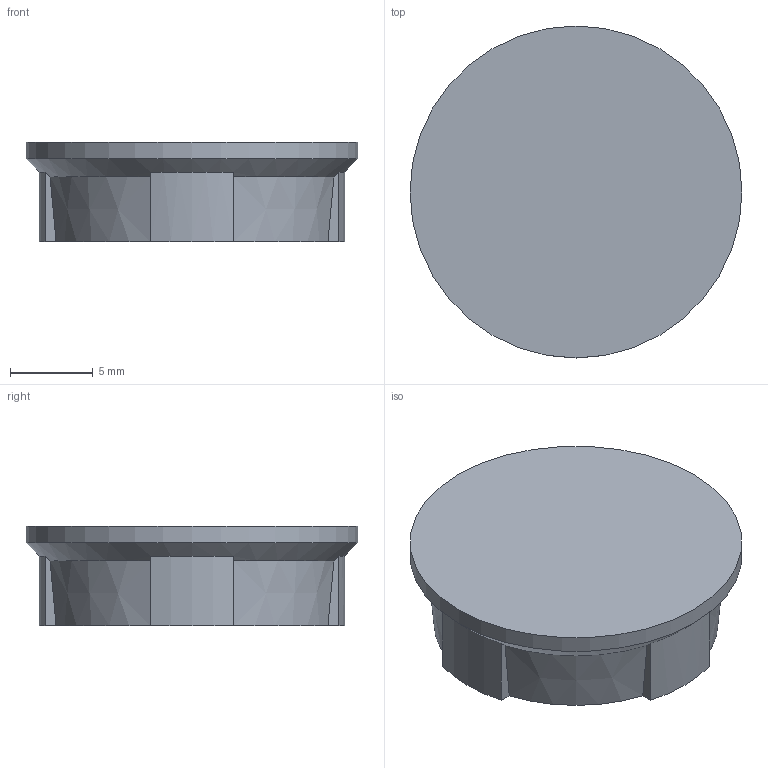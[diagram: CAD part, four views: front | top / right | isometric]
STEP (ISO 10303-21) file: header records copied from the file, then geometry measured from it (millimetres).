
FILE_DESCRIPTION( ( '' ), ' ' );
FILE_NAME( '5974b4d37e87f310643ad986.step', '2017-07-23T14:38:12', ( '' ), ( '' ), ' ', ' ', ' ' );
FILE_SCHEMA( ( 'AUTOMOTIVE_DESIGN { 1 0 10303 214 1 1 1 1 }' ) );
Length unit declared in the file: metre
Products named in the file (1): Cap
Bounding box: 20 x 20 x 6 mm (x, y, z)
Volume: 659.4 mm3; surface area: 1162.2 mm2
Topology: 1 solids, 1 shells, 22 faces, 56 edges, 37 vertices
Faces by surface type: plane 11, cone 6, cylinder 5
Full cylindrical faces by diameter (mm): 20 x1
Entity records: 880 total; most frequent: CARTESIAN_POINT 183, ORIENTED_EDGE 104, DIRECTION 102, EDGE_CURVE 52, AXIS2_PLACEMENT_3D 43, VERTEX_POINT 36, EDGE_LOOP 26, FACE_OUTER_BOUND 23
